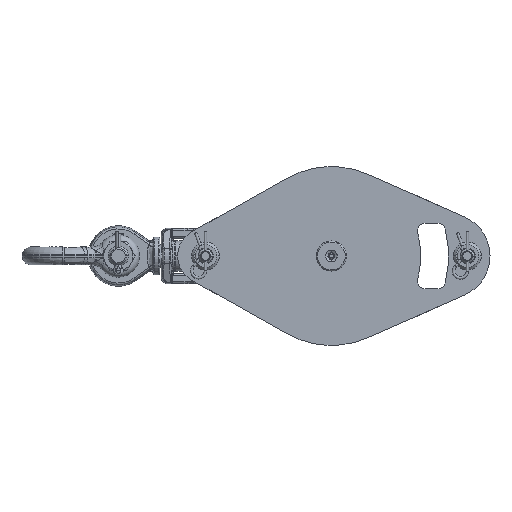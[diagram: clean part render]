
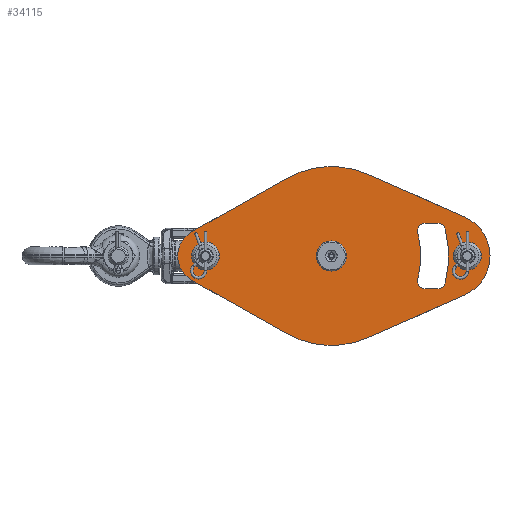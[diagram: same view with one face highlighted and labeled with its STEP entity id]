
A CAD part, left-side view. The second image highlights one B-rep face of the part: STEP entity #34115.
In plain terms, the highlighted planar face has unit normal (-1, 0, 0).
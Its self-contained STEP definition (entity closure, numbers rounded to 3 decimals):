
#17293=CARTESIAN_POINT('',(-0.962,-8.14,0.));
#17294=DIRECTION('',(-1.,0.,0.));
#17295=DIRECTION('',(0.,0.49,0.872));
#17296=AXIS2_PLACEMENT_3D('',#17293,#17294,#17295);
#17298=DIRECTION('',(0.,0.872,-0.49));
#17299=VECTOR('',#17298,5.444);
#17300=CARTESIAN_POINT('',(-0.962,-12.21,3.87));
#17301=LINE('',#17300,#17299);
#17302=CARTESIAN_POINT('',(-0.962,-14.385,0.));
#17303=DIRECTION('',(-1.,0.,0.));
#17304=DIRECTION('',(0.,-0.403,0.915));
#17305=AXIS2_PLACEMENT_3D('',#17302,#17303,#17304);
#17307=DIRECTION('',(0.,0.915,0.403));
#17308=VECTOR('',#17307,5.267);
#17309=CARTESIAN_POINT('',(-0.962,-20.995,1.94));
#17310=LINE('',#17309,#17308);
#17311=CARTESIAN_POINT('',(-0.962,-20.14,0.));
#17312=DIRECTION('',(-1.,0.,0.));
#17313=DIRECTION('',(0.,-0.403,-0.915));
#17314=AXIS2_PLACEMENT_3D('',#17311,#17312,#17313);
#17316=DIRECTION('',(0.,-0.915,0.403));
#17317=VECTOR('',#17316,5.267);
#17318=CARTESIAN_POINT('',(-0.962,-16.175,-4.063));
#17319=LINE('',#17318,#17317);
#17320=CARTESIAN_POINT('',(-0.962,-14.385,0.));
#17321=DIRECTION('',(-1.,0.,0.));
#17322=DIRECTION('',(0.,0.49,-0.872));
#17323=AXIS2_PLACEMENT_3D('',#17320,#17321,#17322);
#17325=DIRECTION('',(0.,-0.872,-0.49));
#17326=VECTOR('',#17325,5.444);
#17327=CARTESIAN_POINT('',(-0.962,-7.464,-1.203));
#17328=LINE('',#17327,#17326);
#17329=CARTESIAN_POINT('',(-0.962,-19.042,-1.245));
#17330=DIRECTION('',(-1.,0.,0.));
#17331=DIRECTION('',(0.,0.966,0.258));
#17332=AXIS2_PLACEMENT_3D('',#17329,#17330,#17331);
#17334=DIRECTION('',(0.,-1.,0.));
#17335=VECTOR('',#17334,0.629);
#17336=CARTESIAN_POINT('',(-0.962,-19.042,-1.625));
#17337=LINE('',#17336,#17335);
#17338=CARTESIAN_POINT('',(-0.962,-19.67,-1.245));
#17339=DIRECTION('',(-1.,0.,0.));
#17340=DIRECTION('',(0.,0.,-1.));
#17341=AXIS2_PLACEMENT_3D('',#17338,#17339,#17340);
#17343=CARTESIAN_POINT('',(-0.962,-14.385,0.));
#17344=DIRECTION('',(-1.,0.,0.));
#17345=DIRECTION('',(0.,-0.973,-0.229));
#17346=AXIS2_PLACEMENT_3D('',#17343,#17344,#17345);
#17348=CARTESIAN_POINT('',(-0.962,-19.67,1.245));
#17349=DIRECTION('',(-1.,0.,0.));
#17350=DIRECTION('',(0.,-0.973,0.229));
#17351=AXIS2_PLACEMENT_3D('',#17348,#17349,#17350);
#17353=DIRECTION('',(0.,1.,0.));
#17354=VECTOR('',#17353,0.629);
#17355=CARTESIAN_POINT('',(-0.962,-19.67,1.625));
#17356=LINE('',#17355,#17354);
#17357=CARTESIAN_POINT('',(-0.962,-19.042,1.245));
#17358=DIRECTION('',(-1.,0.,0.));
#17359=DIRECTION('',(0.,0.,1.));
#17360=AXIS2_PLACEMENT_3D('',#17357,#17358,#17359);
#17362=CARTESIAN_POINT('',(-0.962,-14.385,0.));
#17363=DIRECTION('',(-1.,0.,0.));
#17364=DIRECTION('',(0.,-0.966,-0.258));
#17365=AXIS2_PLACEMENT_3D('',#17362,#17363,#17364);
#17367=CARTESIAN_POINT('',(-0.962,-21.135,0.));
#17368=DIRECTION('',(1.,0.,0.));
#17369=DIRECTION('',(0.,1.,0.));
#17370=AXIS2_PLACEMENT_3D('',#17367,#17368,#17369);
#17372=CARTESIAN_POINT('',(-0.962,-21.135,0.));
#17373=DIRECTION('',(1.,0.,0.));
#17374=DIRECTION('',(0.,-1.,0.));
#17375=AXIS2_PLACEMENT_3D('',#17372,#17373,#17374);
#17377=CARTESIAN_POINT('',(-0.962,-8.135,0.));
#17378=DIRECTION('',(1.,0.,0.));
#17379=DIRECTION('',(0.,1.,0.));
#17380=AXIS2_PLACEMENT_3D('',#17377,#17378,#17379);
#17382=CARTESIAN_POINT('',(-0.962,-8.135,0.));
#17383=DIRECTION('',(1.,0.,0.));
#17384=DIRECTION('',(0.,-1.,0.));
#17385=AXIS2_PLACEMENT_3D('',#17382,#17383,#17384);
#17387=CARTESIAN_POINT('',(-0.962,-14.385,0.));
#17388=DIRECTION('',(1.,0.,0.));
#17389=DIRECTION('',(0.,0.,-1.));
#17390=AXIS2_PLACEMENT_3D('',#17387,#17388,#17389);
#17392=CARTESIAN_POINT('',(-0.962,-14.385,0.));
#17393=DIRECTION('',(1.,0.,0.));
#17394=DIRECTION('',(0.,0.,1.));
#17395=AXIS2_PLACEMENT_3D('',#17392,#17393,#17394);
#32354=CARTESIAN_POINT('',(-0.962,-7.464,1.203));
#32355=CARTESIAN_POINT('',(-0.962,-7.464,-1.203));
#32356=VERTEX_POINT('',#32354);
#32357=VERTEX_POINT('',#32355);
#32358=CARTESIAN_POINT('',(-0.962,-12.21,-3.87));
#32359=VERTEX_POINT('',#32358);
#32360=CARTESIAN_POINT('',(-0.962,-16.175,-4.063));
#32361=VERTEX_POINT('',#32360);
#32362=CARTESIAN_POINT('',(-0.962,-20.995,-1.94));
#32363=VERTEX_POINT('',#32362);
#32364=CARTESIAN_POINT('',(-0.962,-20.995,1.94));
#32365=VERTEX_POINT('',#32364);
#32366=CARTESIAN_POINT('',(-0.962,-16.175,4.063));
#32367=VERTEX_POINT('',#32366);
#32368=CARTESIAN_POINT('',(-0.962,-12.21,3.87));
#32369=VERTEX_POINT('',#32368);
#32482=CARTESIAN_POINT('',(-0.962,-18.674,-1.147));
#32483=CARTESIAN_POINT('',(-0.962,-19.042,-1.625));
#32484=VERTEX_POINT('',#32482);
#32485=VERTEX_POINT('',#32483);
#32486=CARTESIAN_POINT('',(-0.962,-19.67,-1.625));
#32487=VERTEX_POINT('',#32486);
#32488=CARTESIAN_POINT('',(-0.962,-20.04,-1.332));
#32489=VERTEX_POINT('',#32488);
#32490=CARTESIAN_POINT('',(-0.962,-20.04,1.332));
#32491=VERTEX_POINT('',#32490);
#32492=CARTESIAN_POINT('',(-0.962,-19.67,1.625));
#32493=VERTEX_POINT('',#32492);
#32494=CARTESIAN_POINT('',(-0.962,-19.042,1.625));
#32495=VERTEX_POINT('',#32494);
#32496=CARTESIAN_POINT('',(-0.962,-18.674,1.147));
#32497=VERTEX_POINT('',#32496);
#32542=CARTESIAN_POINT('',(-0.962,-20.445,0.));
#32543=CARTESIAN_POINT('',(-0.962,-21.825,0.));
#32544=VERTEX_POINT('',#32542);
#32545=VERTEX_POINT('',#32543);
#32586=CARTESIAN_POINT('',(-0.962,-7.445,0.));
#32587=CARTESIAN_POINT('',(-0.962,-8.825,0.));
#32588=VERTEX_POINT('',#32586);
#32589=VERTEX_POINT('',#32587);
#32674=CARTESIAN_POINT('',(-0.962,-14.385,-0.75));
#32675=CARTESIAN_POINT('',(-0.962,-14.385,0.75));
#32676=VERTEX_POINT('',#32674);
#32677=VERTEX_POINT('',#32675);
#34063=CARTESIAN_POINT('',(-0.962,-14.385,0.));
#34064=DIRECTION('',(-1.,0.,0.));
#34065=DIRECTION('',(0.,0.,1.));
#34066=AXIS2_PLACEMENT_3D('',#34063,#34064,#34065);
#34067=PLANE('',#34066);
#34069=ORIENTED_EDGE('',*,*,#34068,.F.);
#34070=ORIENTED_EDGE('',*,*,#34040,.F.);
#34071=ORIENTED_EDGE('',*,*,#34057,.F.);
#34072=ORIENTED_EDGE('',*,*,#33920,.F.);
#34073=ORIENTED_EDGE('',*,*,#33936,.F.);
#34074=ORIENTED_EDGE('',*,*,#33951,.F.);
#34075=ORIENTED_EDGE('',*,*,#33966,.F.);
#34076=ORIENTED_EDGE('',*,*,#33984,.F.);
#34077=EDGE_LOOP('',(#34069,#34070,#34071,#34072,#34073,#34074,#34075,#34076));
#34078=FACE_OUTER_BOUND('',#34077,.F.);
#34080=ORIENTED_EDGE('',*,*,#34079,.T.);
#34082=ORIENTED_EDGE('',*,*,#34081,.T.);
#34084=ORIENTED_EDGE('',*,*,#34083,.T.);
#34086=ORIENTED_EDGE('',*,*,#34085,.T.);
#34088=ORIENTED_EDGE('',*,*,#34087,.T.);
#34090=ORIENTED_EDGE('',*,*,#34089,.T.);
#34092=ORIENTED_EDGE('',*,*,#34091,.T.);
#34094=ORIENTED_EDGE('',*,*,#34093,.F.);
#34095=EDGE_LOOP('',(#34080,#34082,#34084,#34086,#34088,#34090,#34092,#34094));
#34096=FACE_BOUND('',#34095,.F.);
#34098=ORIENTED_EDGE('',*,*,#34097,.F.);
#34100=ORIENTED_EDGE('',*,*,#34099,.F.);
#34101=EDGE_LOOP('',(#34098,#34100));
#34102=FACE_BOUND('',#34101,.F.);
#34104=ORIENTED_EDGE('',*,*,#34103,.F.);
#34106=ORIENTED_EDGE('',*,*,#34105,.F.);
#34107=EDGE_LOOP('',(#34104,#34106));
#34108=FACE_BOUND('',#34107,.F.);
#34110=ORIENTED_EDGE('',*,*,#34109,.F.);
#34112=ORIENTED_EDGE('',*,*,#34111,.F.);
#34113=EDGE_LOOP('',(#34110,#34112));
#34114=FACE_BOUND('',#34113,.F.);
#34115=ADVANCED_FACE('',(#34078,#34096,#34102,#34108,#34114),#34067,.T.);
#17297=CIRCLE('',#17296,1.38);
#17306=CIRCLE('',#17305,4.44);
#17315=CIRCLE('',#17314,2.12);
#17324=CIRCLE('',#17323,4.44);
#17333=CIRCLE('',#17332,0.38);
#17342=CIRCLE('',#17341,0.38);
#17347=CIRCLE('',#17346,5.81);
#17352=CIRCLE('',#17351,0.38);
#17361=CIRCLE('',#17360,0.38);
#17366=CIRCLE('',#17365,4.44);
#17371=CIRCLE('',#17370,0.69);
#17376=CIRCLE('',#17375,0.69);
#17381=CIRCLE('',#17380,0.69);
#17386=CIRCLE('',#17385,0.69);
#17391=CIRCLE('',#17390,0.75);
#17396=CIRCLE('',#17395,0.75);
#33920=EDGE_CURVE('',#32365,#32367,#17310,.T.);
#33936=EDGE_CURVE('',#32363,#32365,#17315,.T.);
#33951=EDGE_CURVE('',#32361,#32363,#17319,.T.);
#33966=EDGE_CURVE('',#32359,#32361,#17324,.T.);
#33984=EDGE_CURVE('',#32357,#32359,#17328,.T.);
#34040=EDGE_CURVE('',#32369,#32356,#17301,.T.);
#34057=EDGE_CURVE('',#32367,#32369,#17306,.T.);
#34068=EDGE_CURVE('',#32356,#32357,#17297,.T.);
#34079=EDGE_CURVE('',#32484,#32485,#17333,.T.);
#34081=EDGE_CURVE('',#32485,#32487,#17337,.T.);
#34083=EDGE_CURVE('',#32487,#32489,#17342,.T.);
#34085=EDGE_CURVE('',#32489,#32491,#17347,.T.);
#34087=EDGE_CURVE('',#32491,#32493,#17352,.T.);
#34089=EDGE_CURVE('',#32493,#32495,#17356,.T.);
#34091=EDGE_CURVE('',#32495,#32497,#17361,.T.);
#34093=EDGE_CURVE('',#32484,#32497,#17366,.T.);
#34097=EDGE_CURVE('',#32544,#32545,#17371,.T.);
#34099=EDGE_CURVE('',#32545,#32544,#17376,.T.);
#34103=EDGE_CURVE('',#32588,#32589,#17381,.T.);
#34105=EDGE_CURVE('',#32589,#32588,#17386,.T.);
#34109=EDGE_CURVE('',#32676,#32677,#17391,.T.);
#34111=EDGE_CURVE('',#32677,#32676,#17396,.T.);
